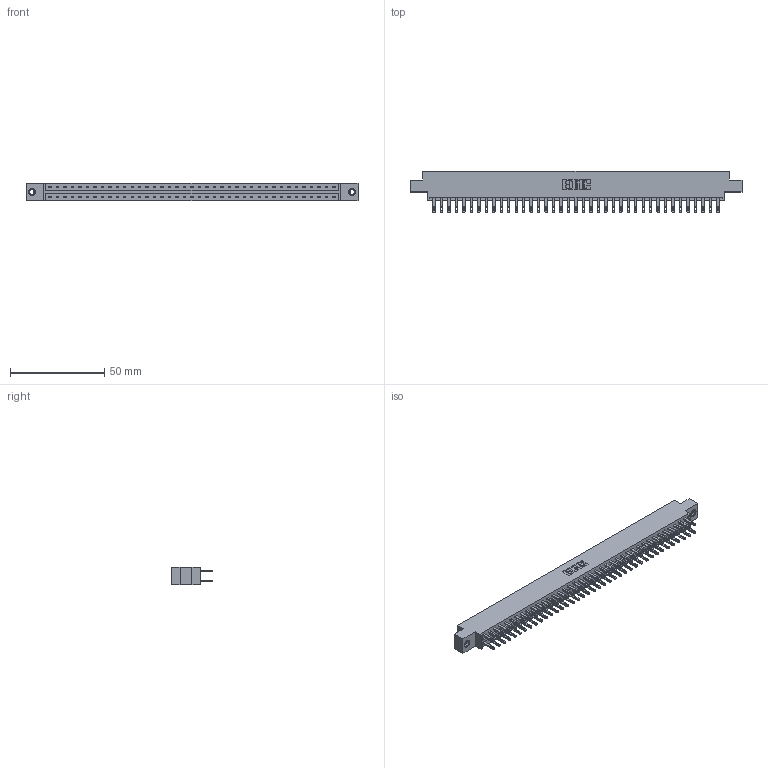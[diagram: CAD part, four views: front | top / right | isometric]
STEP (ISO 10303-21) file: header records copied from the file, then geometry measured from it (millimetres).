
FILE_DESCRIPTION (( 'STEP AP203' ), '1' );
FILE_NAME ('833-078-500-808.STEP', '2020-06-05T19:27:24', ( '' ), ( '' ), 'SwSTEP 2.0', 'SolidWorks 2020', '' );
FILE_SCHEMA (( 'CONFIG_CONTROL_DESIGN' ));
Length unit declared in the file: inch
Products named in the file (4): 345-292-001_345-293-100; 833-078-500-808; 833 Part_Offset - .156 Dia - TI; 345-250-001_345-250-003-102
Assembly tree (81 placements, depth 2):
  833-078-500-808
    833 Part_Offset - .156 Dia - TI
    345-292-001_345-293-100  x78
    345-250-001_345-250-003-102  x2
Bounding box: 176.07 x 21.85 x 9.4 mm (x, y, z)
Volume: 17952 mm3; surface area: 22292.4 mm2
Topology: 81 solids, 81 shells, 3922 faces, 11925 edges, 7942 vertices
Faces by surface type: plane 2446, cylinder 1460, cone 12, torus 4
Entity records: 26726 total; most frequent: CARTESIAN_POINT 4417, ORIENTED_EDGE 4346, DIRECTION 3811, EDGE_CURVE 2173, LINE 2021, VECTOR 2021, VERTEX_POINT 1444, AXIS2_PLACEMENT_3D 895
